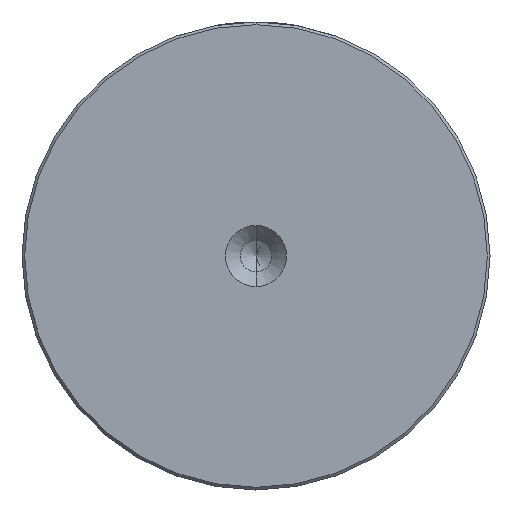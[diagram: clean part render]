
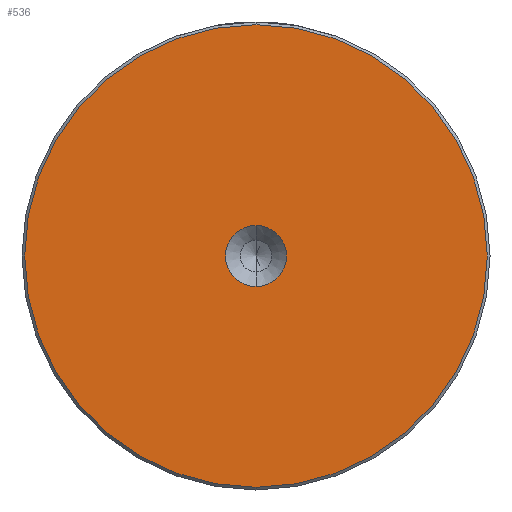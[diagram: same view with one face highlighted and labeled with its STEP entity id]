
A CAD part, left-side view. The second image highlights one B-rep face of the part: STEP entity #536.
In plain terms, the highlighted planar face has unit normal (-1, 0, 0).
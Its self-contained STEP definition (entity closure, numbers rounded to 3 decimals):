
#81 = ORIENTED_EDGE ( 'NONE', *, *, #958, .F. ) ;
#86 = DIRECTION ( 'NONE',  ( 0., 0., 1. ) ) ;
#138 = EDGE_CURVE ( 'NONE', #1216, #2451, #2508, .T. ) ;
#300 = DIRECTION ( 'NONE',  ( -1., 0., 0. ) ) ;
#337 = CARTESIAN_POINT ( 'NONE',  ( 0., 0., -42.5 ) ) ;
#437 = CARTESIAN_POINT ( 'NONE',  ( 0., 0., 0. ) ) ;
#496 = CARTESIAN_POINT ( 'NONE',  ( 0., 0., 0. ) ) ;
#536 = ADVANCED_FACE ( 'NONE', ( #1796, #2296 ), #2122, .T. ) ;
#567 = ORIENTED_EDGE ( 'NONE', *, *, #1505, .T. ) ;
#595 = EDGE_CURVE ( 'NONE', #1158, #802, #1733, .T. ) ;
#638 = DIRECTION ( 'NONE',  ( 0., 0., 1. ) ) ;
#802 = VERTEX_POINT ( 'NONE', #2123 ) ;
#940 = CARTESIAN_POINT ( 'NONE',  ( 0., 0., 0. ) ) ;
#958 = EDGE_CURVE ( 'NONE', #802, #1158, #1764, .T. ) ;
#1137 = DIRECTION ( 'NONE',  ( 0., 0., 1. ) ) ;
#1158 = VERTEX_POINT ( 'NONE', #2459 ) ;
#1176 = DIRECTION ( 'NONE',  ( 0., 0., 1. ) ) ;
#1186 = DIRECTION ( 'NONE',  ( -1., 0., 0. ) ) ;
#1216 = VERTEX_POINT ( 'NONE', #337 ) ;
#1283 = AXIS2_PLACEMENT_3D ( 'NONE', #1758, #1899, #1563 ) ;
#1301 = ORIENTED_EDGE ( 'NONE', *, *, #595, .F. ) ;
#1357 = EDGE_LOOP ( 'NONE', ( #81, #1301 ) ) ;
#1379 = CIRCLE ( 'NONE', #1644, 42.5 ) ;
#1400 = ORIENTED_EDGE ( 'NONE', *, *, #138, .T. ) ;
#1425 = AXIS2_PLACEMENT_3D ( 'NONE', #496, #300, #86 ) ;
#1505 = EDGE_CURVE ( 'NONE', #2451, #1216, #1379, .T. ) ;
#1563 = DIRECTION ( 'NONE',  ( 0., 0., 1. ) ) ;
#1644 = AXIS2_PLACEMENT_3D ( 'NONE', #940, #2299, #1137 ) ;
#1733 = CIRCLE ( 'NONE', #1425, 5.6 ) ;
#1747 = CARTESIAN_POINT ( 'NONE',  ( 0., 0., 0. ) ) ;
#1758 = CARTESIAN_POINT ( 'NONE',  ( 0., 0., 0. ) ) ;
#1764 = CIRCLE ( 'NONE', #1873, 5.6 ) ;
#1796 = FACE_OUTER_BOUND ( 'NONE', #2110, .T. ) ;
#1824 = DIRECTION ( 'NONE',  ( -1., 0., 0. ) ) ;
#1873 = AXIS2_PLACEMENT_3D ( 'NONE', #437, #1824, #638 ) ;
#1899 = DIRECTION ( 'NONE',  ( -1., 0., 0. ) ) ;
#2031 = CARTESIAN_POINT ( 'NONE',  ( 0., 0., 42.5 ) ) ;
#2110 = EDGE_LOOP ( 'NONE', ( #1400, #567 ) ) ;
#2122 = PLANE ( 'NONE',  #1283 ) ;
#2123 = CARTESIAN_POINT ( 'NONE',  ( 0., 0., 5.6 ) ) ;
#2296 = FACE_BOUND ( 'NONE', #1357, .T. ) ;
#2299 = DIRECTION ( 'NONE',  ( -1., 0., 0. ) ) ;
#2451 = VERTEX_POINT ( 'NONE', #2031 ) ;
#2459 = CARTESIAN_POINT ( 'NONE',  ( 0., 0., -5.6 ) ) ;
#2508 = CIRCLE ( 'NONE', #2513, 42.5 ) ;
#2513 = AXIS2_PLACEMENT_3D ( 'NONE', #1747, #1186, #1176 ) ;
